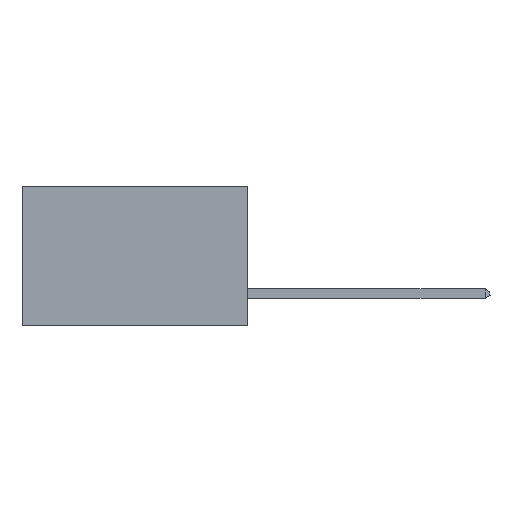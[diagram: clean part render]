
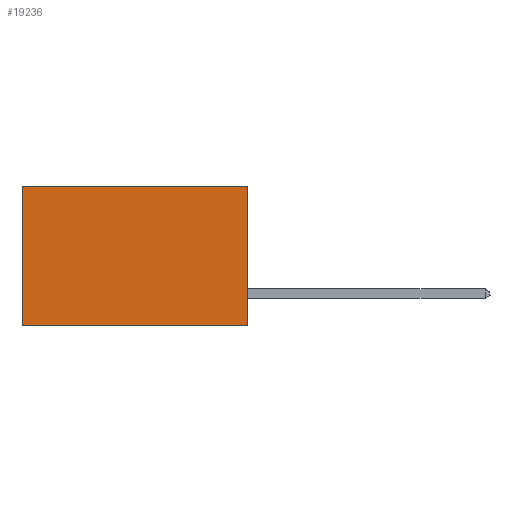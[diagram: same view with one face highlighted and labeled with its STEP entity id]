
A CAD part, left-side view. The second image highlights one B-rep face of the part: STEP entity #19236.
In plain terms, the highlighted planar face has unit normal (-1, 0, 0).
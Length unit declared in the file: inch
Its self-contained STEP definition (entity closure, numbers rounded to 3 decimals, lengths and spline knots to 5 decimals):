
#895 = VERTEX_POINT ( 'NONE', #13618 ) ;
#1579 = DIRECTION ( 'NONE',  ( 0., 0., -1. ) ) ;
#2524 = VERTEX_POINT ( 'NONE', #10418 ) ;
#2866 = CARTESIAN_POINT ( 'NONE',  ( 0.298, 0., 0. ) ) ;
#3504 = DIRECTION ( 'NONE',  ( 0., 0., -1. ) ) ;
#4413 = ORIENTED_EDGE ( 'NONE', *, *, #17029, .T. ) ;
#5106 = DIRECTION ( 'NONE',  ( 1., 0., 0. ) ) ;
#5807 = ORIENTED_EDGE ( 'NONE', *, *, #6867, .T. ) ;
#6206 = EDGE_LOOP ( 'NONE', ( #4413, #16787, #23380, #5807 ) ) ;
#6867 = EDGE_CURVE ( 'NONE', #13238, #2524, #16324, .T. ) ;
#8113 = VECTOR ( 'NONE', #13541, 39.37008 ) ;
#10418 = CARTESIAN_POINT ( 'NONE',  ( 0.298, 0.6, 0. ) ) ;
#11131 = FACE_OUTER_BOUND ( 'NONE', #6206, .T. ) ;
#11631 = DIRECTION ( 'NONE',  ( 0., 1., 0. ) ) ;
#13025 = EDGE_CURVE ( 'NONE', #13238, #895, #21752, .T. ) ;
#13238 = VERTEX_POINT ( 'NONE', #15394 ) ;
#13541 = DIRECTION ( 'NONE',  ( 0., 1., 0. ) ) ;
#13618 = CARTESIAN_POINT ( 'NONE',  ( 0.298, 0., -0.37 ) ) ;
#14366 = CARTESIAN_POINT ( 'NONE',  ( 0.298, 0.6, 0. ) ) ;
#15356 = EDGE_CURVE ( 'NONE', #895, #16228, #25936, .T. ) ;
#15394 = CARTESIAN_POINT ( 'NONE',  ( 0.298, 0., 0. ) ) ;
#16018 = VECTOR ( 'NONE', #3504, 39.37008 ) ;
#16228 = VERTEX_POINT ( 'NONE', #18537 ) ;
#16324 = LINE ( 'NONE', #2866, #18356 ) ;
#16787 = ORIENTED_EDGE ( 'NONE', *, *, #15356, .F. ) ;
#17029 = EDGE_CURVE ( 'NONE', #2524, #16228, #22404, .T. ) ;
#18356 = VECTOR ( 'NONE', #11631, 39.37008 ) ;
#18537 = CARTESIAN_POINT ( 'NONE',  ( 0.298, 0.6, -0.37 ) ) ;
#18885 = CARTESIAN_POINT ( 'NONE',  ( 0.298, 0., 0. ) ) ;
#19236 = ADVANCED_FACE ( 'NONE', ( #11131 ), #19838, .F. ) ;
#19746 = DIRECTION ( 'NONE',  ( 0., 0., -1. ) ) ;
#19838 = PLANE ( 'NONE',  #25316 ) ;
#21752 = LINE ( 'NONE', #18885, #16018 ) ;
#22107 = CARTESIAN_POINT ( 'NONE',  ( 0.298, 0., 0. ) ) ;
#22404 = LINE ( 'NONE', #14366, #24447 ) ;
#23380 = ORIENTED_EDGE ( 'NONE', *, *, #13025, .F. ) ;
#24447 = VECTOR ( 'NONE', #1579, 39.37008 ) ;
#25316 = AXIS2_PLACEMENT_3D ( 'NONE', #22107, #5106, #19746 ) ;
#25936 = LINE ( 'NONE', #26715, #8113 ) ;
#26715 = CARTESIAN_POINT ( 'NONE',  ( 0.298, 0., -0.37 ) ) ;
